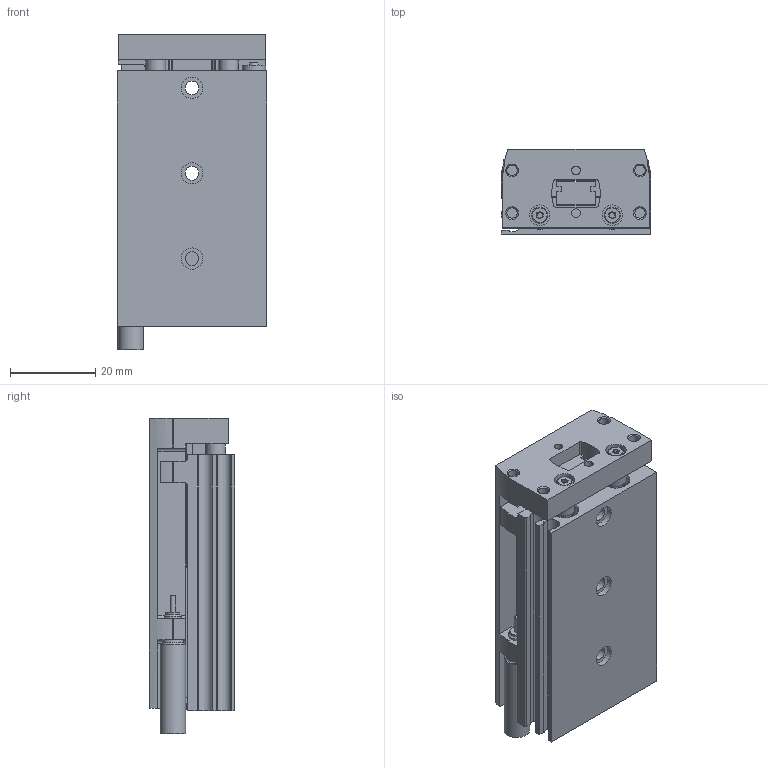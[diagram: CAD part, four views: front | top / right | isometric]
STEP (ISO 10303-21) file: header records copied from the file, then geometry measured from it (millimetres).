
FILE_DESCRIPTION(/* description */ ('STEP AP214'),/* implementation_level */ '2;1');
FILE_NAME(/* name */ '8085159_DGST-6-30-Y12A',/* time_stamp */ '2024-08-16T07:53:46+02:00',/* author */ ('License CC BY-ND 4.0'),/* organization */ ('CADENAS'),/* preprocessor_version */ 'ST-DEVELOPER v19.3',/* originating_system */ 'PARTsolutions',/* authorisation */ ' ');
FILE_SCHEMA (('AUTOMOTIVE_DESIGN {1 0 10303 214 3 1 1}'));
Length unit declared in the file: millimetre
Products named in the file (6): 8085159 DGST-6-30-Y12A---(0-high); 8073891 DGST-6-30---Y12---(mechanical-high)h; 8073891 DGST-6-30---(mechanical-high)s; 8074423 DYEF-G8-M4x0.5; 4872323 DYSS-2-4-Y1F---(1_0_0); 4872323 DYSS-2-4-Y1F---(2_0_0)
Assembly tree (6 placements, depth 2):
  8085159 DGST-6-30-Y12A---(0-high)
    8073891 DGST-6-30---Y12---(mechanical-high)h
    8073891 DGST-6-30---(mechanical-high)s
    8074423 DYEF-G8-M4x0.5  x2
    4872323 DYSS-2-4-Y1F---(1_0_0)
    4872323 DYSS-2-4-Y1F---(2_0_0)
Bounding box: 35 x 20 x 74 mm (x, y, z)
Volume: 36507.3 mm3; surface area: 23608.2 mm2
Topology: 6 solids, 6 shells, 489 faces, 1151 edges, 741 vertices
Faces by surface type: cylinder 224, plane 208, cone 43, torus 14
Full cylindrical faces by diameter (mm): 1.2 x2, 2 x2, 2.459 x12, 2.8 x1, 3 x4, 3.2 x4, 3.242 x3, 3.459 x4, 3.8 x2, 4 x2, 4.1 x2, 4.6 x2, 4.8 x2, 5 x7, 5.5 x5, 6 x20
Entity records: 14452 total; most frequent: DIRECTION 2419, CARTESIAN_POINT 2232, ORIENTED_EDGE 1990, EDGE_CURVE 995, AXIS2_PLACEMENT_3D 965, VERTEX_POINT 716, EDGE_LOOP 661, FACE_BOUND 661
